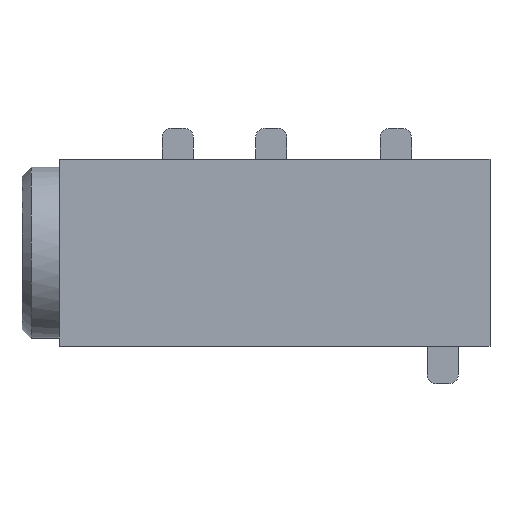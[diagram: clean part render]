
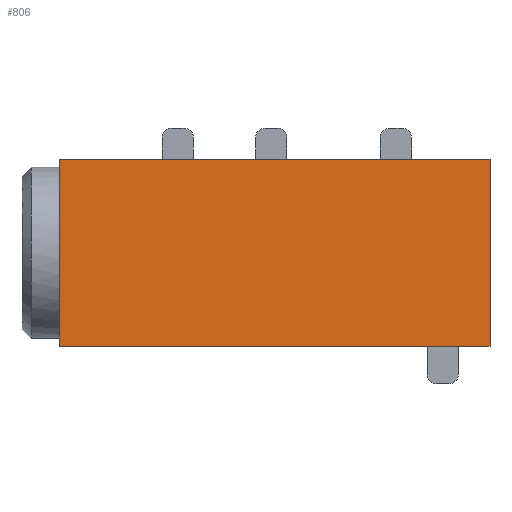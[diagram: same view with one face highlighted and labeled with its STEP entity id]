
A CAD part, top view. The second image highlights one B-rep face of the part: STEP entity #806.
In plain terms, the highlighted planar face has unit normal (0, 0, 1).
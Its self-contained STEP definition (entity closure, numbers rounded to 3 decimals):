
#184 = PLANE('',#185);
#185 = AXIS2_PLACEMENT_3D('',#186,#187,#188);
#186 = CARTESIAN_POINT('',(0.,3.,0.));
#187 = DIRECTION('',(0.,1.,0.));
#188 = DIRECTION('',(1.,0.,0.));
#212 = PLANE('',#213);
#213 = AXIS2_PLACEMENT_3D('',#214,#215,#216);
#214 = CARTESIAN_POINT('',(13.819,3.,0.));
#215 = DIRECTION('',(1.,0.,0.));
#216 = DIRECTION('',(0.,-1.,0.));
#240 = PLANE('',#241);
#241 = AXIS2_PLACEMENT_3D('',#242,#243,#244);
#242 = CARTESIAN_POINT('',(13.819,-3.,0.));
#243 = DIRECTION('',(0.,-1.,0.));
#244 = DIRECTION('',(-1.,0.,0.));
#268 = PLANE('',#269);
#269 = AXIS2_PLACEMENT_3D('',#270,#271,#272);
#270 = CARTESIAN_POINT('',(0.,-3.,0.));
#271 = DIRECTION('',(-1.,0.,0.));
#272 = DIRECTION('',(0.,1.,0.));
#322 = PLANE('',#323);
#323 = AXIS2_PLACEMENT_3D('',#324,#325,#326);
#324 = CARTESIAN_POINT('',(0.,-3.,0.));
#325 = DIRECTION('',(-1.,0.,0.));
#326 = DIRECTION('',(0.,1.,0.));
#380 = VERTEX_POINT('',#381);
#381 = CARTESIAN_POINT('',(0.,3.,5.));
#402 = EDGE_CURVE('',#380,#403,#405,.T.);
#403 = VERTEX_POINT('',#404);
#404 = CARTESIAN_POINT('',(13.819,3.,5.));
#405 = SURFACE_CURVE('',#406,(#410,#417),.PCURVE_S1.);
#406 = LINE('',#407,#408);
#407 = CARTESIAN_POINT('',(0.,3.,5.));
#408 = VECTOR('',#409,1.);
#409 = DIRECTION('',(1.,0.,0.));
#410 = PCURVE('',#184,#411);
#411 = DEFINITIONAL_REPRESENTATION('',(#412),#416);
#412 = LINE('',#413,#414);
#413 = CARTESIAN_POINT('',(0.,-5.));
#414 = VECTOR('',#415,1.);
#415 = DIRECTION('',(1.,0.));
#416 = ( GEOMETRIC_REPRESENTATION_CONTEXT(2) 
PARAMETRIC_REPRESENTATION_CONTEXT() REPRESENTATION_CONTEXT('2D SPACE',''
  ) );
#417 = PCURVE('',#418,#423);
#418 = PLANE('',#419);
#419 = AXIS2_PLACEMENT_3D('',#420,#421,#422);
#420 = CARTESIAN_POINT('',(6.909,0.,5.));
#421 = DIRECTION('',(-0.,-0.,-1.));
#422 = DIRECTION('',(-1.,0.,0.));
#423 = DEFINITIONAL_REPRESENTATION('',(#424),#428);
#424 = LINE('',#425,#426);
#425 = CARTESIAN_POINT('',(6.909,3.));
#426 = VECTOR('',#427,1.);
#427 = DIRECTION('',(-1.,0.));
#428 = ( GEOMETRIC_REPRESENTATION_CONTEXT(2) 
PARAMETRIC_REPRESENTATION_CONTEXT() REPRESENTATION_CONTEXT('2D SPACE',''
  ) );
#490 = VERTEX_POINT('',#491);
#491 = CARTESIAN_POINT('',(0.,1.147,5.));
#517 = EDGE_CURVE('',#490,#380,#518,.T.);
#518 = SURFACE_CURVE('',#519,(#523,#530),.PCURVE_S1.);
#519 = LINE('',#520,#521);
#520 = CARTESIAN_POINT('',(0.,-3.,5.));
#521 = VECTOR('',#522,1.);
#522 = DIRECTION('',(0.,1.,0.));
#523 = PCURVE('',#322,#524);
#524 = DEFINITIONAL_REPRESENTATION('',(#525),#529);
#525 = LINE('',#526,#527);
#526 = CARTESIAN_POINT('',(0.,-5.));
#527 = VECTOR('',#528,1.);
#528 = DIRECTION('',(1.,0.));
#529 = ( GEOMETRIC_REPRESENTATION_CONTEXT(2) 
PARAMETRIC_REPRESENTATION_CONTEXT() REPRESENTATION_CONTEXT('2D SPACE',''
  ) );
#530 = PCURVE('',#418,#531);
#531 = DEFINITIONAL_REPRESENTATION('',(#532),#536);
#532 = LINE('',#533,#534);
#533 = CARTESIAN_POINT('',(6.909,-3.));
#534 = VECTOR('',#535,1.);
#535 = DIRECTION('',(0.,1.));
#536 = ( GEOMETRIC_REPRESENTATION_CONTEXT(2) 
PARAMETRIC_REPRESENTATION_CONTEXT() REPRESENTATION_CONTEXT('2D SPACE',''
  ) );
#543 = EDGE_CURVE('',#403,#544,#546,.T.);
#544 = VERTEX_POINT('',#545);
#545 = CARTESIAN_POINT('',(13.819,-3.,5.));
#546 = SURFACE_CURVE('',#547,(#551,#558),.PCURVE_S1.);
#547 = LINE('',#548,#549);
#548 = CARTESIAN_POINT('',(13.819,3.,5.));
#549 = VECTOR('',#550,1.);
#550 = DIRECTION('',(0.,-1.,0.));
#551 = PCURVE('',#212,#552);
#552 = DEFINITIONAL_REPRESENTATION('',(#553),#557);
#553 = LINE('',#554,#555);
#554 = CARTESIAN_POINT('',(0.,-5.));
#555 = VECTOR('',#556,1.);
#556 = DIRECTION('',(1.,0.));
#557 = ( GEOMETRIC_REPRESENTATION_CONTEXT(2) 
PARAMETRIC_REPRESENTATION_CONTEXT() REPRESENTATION_CONTEXT('2D SPACE',''
  ) );
#558 = PCURVE('',#418,#559);
#559 = DEFINITIONAL_REPRESENTATION('',(#560),#564);
#560 = LINE('',#561,#562);
#561 = CARTESIAN_POINT('',(-6.909,3.));
#562 = VECTOR('',#563,1.);
#563 = DIRECTION('',(0.,-1.));
#564 = ( GEOMETRIC_REPRESENTATION_CONTEXT(2) 
PARAMETRIC_REPRESENTATION_CONTEXT() REPRESENTATION_CONTEXT('2D SPACE',''
  ) );
#653 = EDGE_CURVE('',#544,#654,#656,.T.);
#654 = VERTEX_POINT('',#655);
#655 = CARTESIAN_POINT('',(0.,-3.,5.));
#656 = SURFACE_CURVE('',#657,(#661,#668),.PCURVE_S1.);
#657 = LINE('',#658,#659);
#658 = CARTESIAN_POINT('',(13.819,-3.,5.));
#659 = VECTOR('',#660,1.);
#660 = DIRECTION('',(-1.,0.,0.));
#661 = PCURVE('',#240,#662);
#662 = DEFINITIONAL_REPRESENTATION('',(#663),#667);
#663 = LINE('',#664,#665);
#664 = CARTESIAN_POINT('',(0.,-5.));
#665 = VECTOR('',#666,1.);
#666 = DIRECTION('',(1.,0.));
#667 = ( GEOMETRIC_REPRESENTATION_CONTEXT(2) 
PARAMETRIC_REPRESENTATION_CONTEXT() REPRESENTATION_CONTEXT('2D SPACE',''
  ) );
#668 = PCURVE('',#418,#669);
#669 = DEFINITIONAL_REPRESENTATION('',(#670),#674);
#670 = LINE('',#671,#672);
#671 = CARTESIAN_POINT('',(-6.909,-3.));
#672 = VECTOR('',#673,1.);
#673 = DIRECTION('',(1.,0.));
#674 = ( GEOMETRIC_REPRESENTATION_CONTEXT(2) 
PARAMETRIC_REPRESENTATION_CONTEXT() REPRESENTATION_CONTEXT('2D SPACE',''
  ) );
#703 = EDGE_CURVE('',#654,#704,#706,.T.);
#704 = VERTEX_POINT('',#705);
#705 = CARTESIAN_POINT('',(0.,-1.147,5.));
#706 = SURFACE_CURVE('',#707,(#711,#718),.PCURVE_S1.);
#707 = LINE('',#708,#709);
#708 = CARTESIAN_POINT('',(0.,-3.,5.));
#709 = VECTOR('',#710,1.);
#710 = DIRECTION('',(0.,1.,0.));
#711 = PCURVE('',#268,#712);
#712 = DEFINITIONAL_REPRESENTATION('',(#713),#717);
#713 = LINE('',#714,#715);
#714 = CARTESIAN_POINT('',(0.,-5.));
#715 = VECTOR('',#716,1.);
#716 = DIRECTION('',(1.,0.));
#717 = ( GEOMETRIC_REPRESENTATION_CONTEXT(2) 
PARAMETRIC_REPRESENTATION_CONTEXT() REPRESENTATION_CONTEXT('2D SPACE',''
  ) );
#718 = PCURVE('',#418,#719);
#719 = DEFINITIONAL_REPRESENTATION('',(#720),#724);
#720 = LINE('',#721,#722);
#721 = CARTESIAN_POINT('',(6.909,-3.));
#722 = VECTOR('',#723,1.);
#723 = DIRECTION('',(0.,1.));
#724 = ( GEOMETRIC_REPRESENTATION_CONTEXT(2) 
PARAMETRIC_REPRESENTATION_CONTEXT() REPRESENTATION_CONTEXT('2D SPACE',''
  ) );
#806 = ADVANCED_FACE('',(#807),#418,.F.);
#807 = FACE_BOUND('',#808,.F.);
#808 = EDGE_LOOP('',(#809,#810,#811,#812,#813,#839));
#809 = ORIENTED_EDGE('',*,*,#402,.T.);
#810 = ORIENTED_EDGE('',*,*,#543,.T.);
#811 = ORIENTED_EDGE('',*,*,#653,.T.);
#812 = ORIENTED_EDGE('',*,*,#703,.T.);
#813 = ORIENTED_EDGE('',*,*,#814,.T.);
#814 = EDGE_CURVE('',#704,#490,#815,.T.);
#815 = SURFACE_CURVE('',#816,(#820,#827),.PCURVE_S1.);
#816 = LINE('',#817,#818);
#817 = CARTESIAN_POINT('',(0.,-3.,5.));
#818 = VECTOR('',#819,1.);
#819 = DIRECTION('',(0.,1.,0.));
#820 = PCURVE('',#418,#821);
#821 = DEFINITIONAL_REPRESENTATION('',(#822),#826);
#822 = LINE('',#823,#824);
#823 = CARTESIAN_POINT('',(6.909,-3.));
#824 = VECTOR('',#825,1.);
#825 = DIRECTION('',(0.,1.));
#826 = ( GEOMETRIC_REPRESENTATION_CONTEXT(2) 
PARAMETRIC_REPRESENTATION_CONTEXT() REPRESENTATION_CONTEXT('2D SPACE',''
  ) );
#827 = PCURVE('',#828,#833);
#828 = PLANE('',#829);
#829 = AXIS2_PLACEMENT_3D('',#830,#831,#832);
#830 = CARTESIAN_POINT('',(0.,0.,2.5));
#831 = DIRECTION('',(1.,0.,0.));
#832 = DIRECTION('',(0.,0.,1.));
#833 = DEFINITIONAL_REPRESENTATION('',(#834),#838);
#834 = LINE('',#835,#836);
#835 = CARTESIAN_POINT('',(2.5,3.));
#836 = VECTOR('',#837,1.);
#837 = DIRECTION('',(0.,-1.));
#838 = ( GEOMETRIC_REPRESENTATION_CONTEXT(2) 
PARAMETRIC_REPRESENTATION_CONTEXT() REPRESENTATION_CONTEXT('2D SPACE',''
  ) );
#839 = ORIENTED_EDGE('',*,*,#517,.T.);
